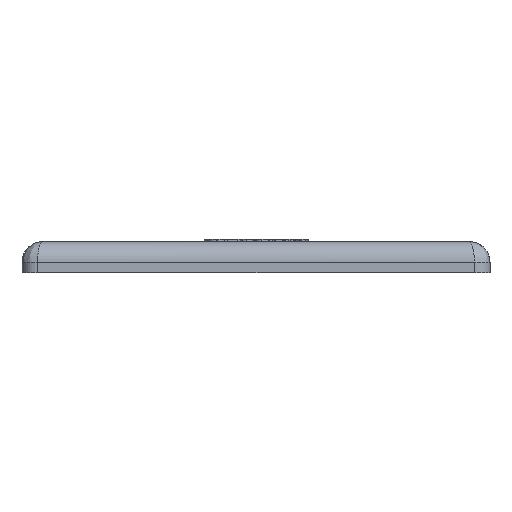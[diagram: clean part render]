
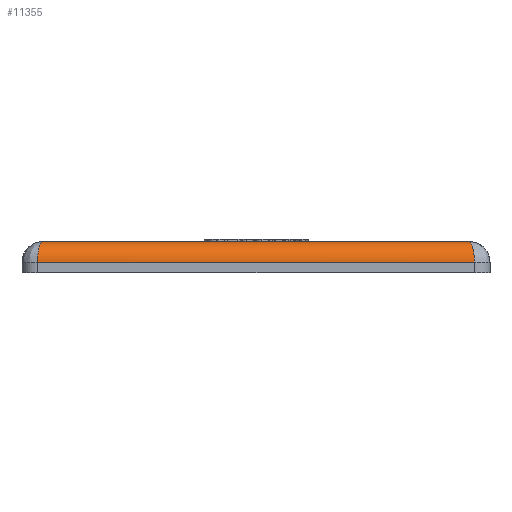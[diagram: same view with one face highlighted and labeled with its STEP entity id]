
A CAD part, front view. The second image highlights one B-rep face of the part: STEP entity #11355.
In plain terms, the highlighted cylindrical face has radius 3.175 mm (diameter 6.35 mm), a partial arc.
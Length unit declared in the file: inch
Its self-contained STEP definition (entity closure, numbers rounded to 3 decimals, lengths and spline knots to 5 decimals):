
#108=CYLINDRICAL_SURFACE('',#11977,0.125);
#1176=FACE_OUTER_BOUND('',#1857,.T.);
#1857=EDGE_LOOP('',(#10393,#10394,#10395,#10396));
#2074=LINE('',#15920,#3119);
#2892=LINE('',#20888,#3937);
#3119=VECTOR('',#12318,0.3937);
#3937=VECTOR('',#14166,0.3937);
#4357=B_SPLINE_CURVE_WITH_KNOTS('',3,(#20863,#20864,#20865,#20866,#20867,
#20868,#20869,#20870,#20871,#20872),.UNSPECIFIED.,.F.,.F.,(4,1,1,1,1,2,
4),(-0.15045,-0.12036,-0.09027,-0.06018,
-0.03009,0.,0.00056),.UNSPECIFIED.);
#4362=B_SPLINE_CURVE_WITH_KNOTS('',3,(#21052,#21053,#21054,#21055,#21056,
#21057,#21058,#21059,#21060,#21061),.UNSPECIFIED.,.F.,.F.,(4,2,1,1,1,1,
4),(-0.00056,0.,0.03009,0.06018,0.09027,
0.12036,0.15045),.UNSPECIFIED.);
#4587=VERTEX_POINT('',#15918);
#4588=VERTEX_POINT('',#15919);
#5445=VERTEX_POINT('',#20808);
#5448=VERTEX_POINT('',#20886);
#5796=EDGE_CURVE('',#4587,#4588,#2074,.T.);
#7078=EDGE_CURVE('',#5445,#4588,#4357,.T.);
#7082=EDGE_CURVE('',#5445,#5448,#2892,.T.);
#7102=EDGE_CURVE('',#4587,#5448,#4362,.T.);
#10393=ORIENTED_EDGE('',*,*,#7078,.F.);
#10394=ORIENTED_EDGE('',*,*,#7082,.T.);
#10395=ORIENTED_EDGE('',*,*,#7102,.F.);
#10396=ORIENTED_EDGE('',*,*,#5796,.T.);
#11355=ADVANCED_FACE('',(#1176),#108,.T.);
#11977=AXIS2_PLACEMENT_3D('',#21144,#14218,#14219);
#12318=DIRECTION('',(-1.,0.,0.));
#14166=DIRECTION('',(1.,0.,0.));
#14218=DIRECTION('center_axis',(1.,0.,0.));
#14219=DIRECTION('ref_axis',(0.,-0.707,0.707));
#15918=CARTESIAN_POINT('',(1.28125,-2.15625,0.1875));
#15919=CARTESIAN_POINT('',(-1.28125,-2.15625,0.1875));
#15920=CARTESIAN_POINT('',(-0.70313,-2.15625,0.1875));
#20808=CARTESIAN_POINT('',(-1.3125,-2.28125,0.0625));
#20863=CARTESIAN_POINT('Ctrl Pts',(-1.3125,-2.28125,0.0625));
#20864=CARTESIAN_POINT('Ctrl Pts',(-1.3125,-2.28125,0.07829));
#20865=CARTESIAN_POINT('Ctrl Pts',(-1.3109,-2.27484,
0.10991));
#20866=CARTESIAN_POINT('Ctrl Pts',(-1.30518,-2.25196,
0.14604));
#20867=CARTESIAN_POINT('Ctrl Pts',(-1.29787,-2.22271,
0.17038));
#20868=CARTESIAN_POINT('Ctrl Pts',(-1.2898,-2.19046,
0.18431));
#20869=CARTESIAN_POINT('Ctrl Pts',(-1.2842,-2.16805,
0.18744));
#20870=CARTESIAN_POINT('Ctrl Pts',(-1.28135,-2.15667,0.1875));
#20871=CARTESIAN_POINT('Ctrl Pts',(-1.2813,-2.15646,
0.1875));
#20872=CARTESIAN_POINT('Ctrl Pts',(-1.28125,-2.15625,0.1875));
#20886=CARTESIAN_POINT('',(1.3125,-2.28125,0.0625));
#20888=CARTESIAN_POINT('',(-0.70313,-2.28125,0.0625));
#21052=CARTESIAN_POINT('Ctrl Pts',(1.28125,-2.15625,0.1875));
#21053=CARTESIAN_POINT('Ctrl Pts',(1.2813,-2.15646,0.1875));
#21054=CARTESIAN_POINT('Ctrl Pts',(1.28135,-2.15667,0.1875));
#21055=CARTESIAN_POINT('Ctrl Pts',(1.2842,-2.16805,0.18744));
#21056=CARTESIAN_POINT('Ctrl Pts',(1.2898,-2.19046,0.18431));
#21057=CARTESIAN_POINT('Ctrl Pts',(1.29787,-2.22271,0.17038));
#21058=CARTESIAN_POINT('Ctrl Pts',(1.30518,-2.25196,0.14604));
#21059=CARTESIAN_POINT('Ctrl Pts',(1.3109,-2.27484,0.10991));
#21060=CARTESIAN_POINT('Ctrl Pts',(1.3125,-2.28125,0.07829));
#21061=CARTESIAN_POINT('Ctrl Pts',(1.3125,-2.28125,0.0625));
#21144=CARTESIAN_POINT('Origin',(-0.70313,-2.15625,0.0625));
